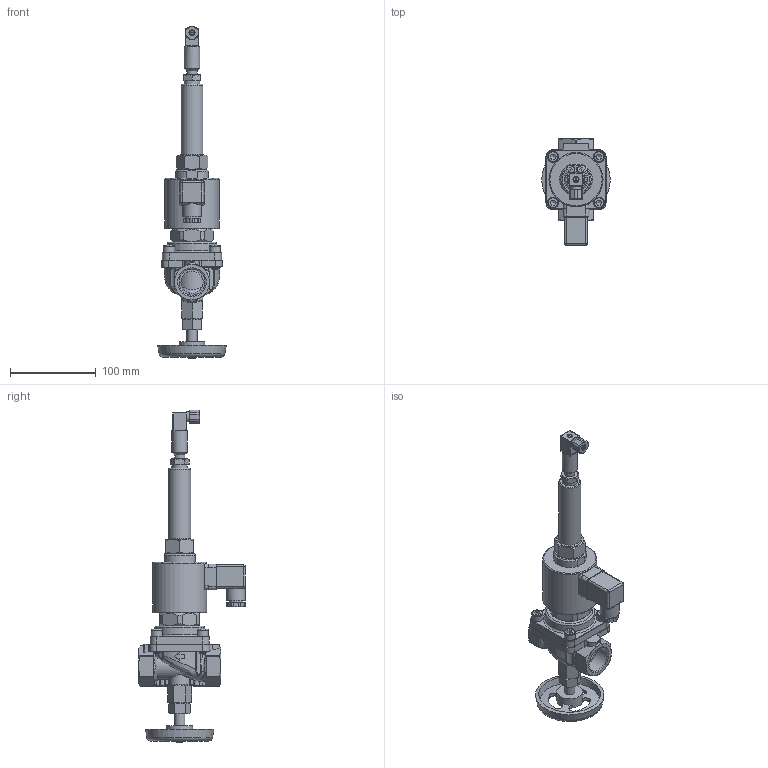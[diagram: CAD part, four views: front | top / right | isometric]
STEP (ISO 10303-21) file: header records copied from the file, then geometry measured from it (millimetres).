
FILE_DESCRIPTION(/* description */ ('3D-Modell'),/* implementation_level */ '2;1');
FILE_NAME(/* name */ '035.000441_A3525-1004-R322-EA-HA.stp',/* time_stamp */ '2022-05-05T13:47:08+02:00',/* author */ ('CBeuthner'),/* organization */ (''),/* preprocessor_version */ 'ST-DEVELOPER v16.1',/* originating_system */ 'Autodesk Inventor 2016',/* authorisation */ '');
FILE_SCHEMA (('CONFIG_CONTROL_DESIGN'));
Length unit declared in the file: millimetre
Products named in the file (1): 88-005554
Bounding box: 80 x 124.7 x 387.29 mm (x, y, z)
Volume: 563458.8 mm3; surface area: 112772.5 mm2
Topology: 1 solids, 2 shells, 951 faces, 2419 edges, 1522 vertices
Faces by surface type: plane 445, cylinder 288, cone 113, bspline 54, torus 38, sphere 13
Full cylindrical faces by diameter (mm): 2.191 x1, 2.4 x2, 2.459 x1, 2.48 x1, 2.971 x4, 3.242 x1, 4 x1, 4.5 x1, 4.917 x2, 5 x1, 6 x2, 6.2 x1, 6.5 x1, 7 x2, 7.7 x3, 8 x8, 8.5 x2, 9 x4, 10 x2, 10.917 x1, 12 x3, 12.1 x1, 13 x4, 15 x1, 17 x1, 18 x2, 20 x1, 20.143 x3, 20.2 x1, 22 x1
Entity records: 33209 total; most frequent: CARTESIAN_POINT 10755, ORIENTED_EDGE 4440, DIRECTION 4282, EDGE_CURVE 2220, AXIS2_PLACEMENT_3D 1603, VERTEX_POINT 1464, EDGE_LOOP 1172, LINE 1076
